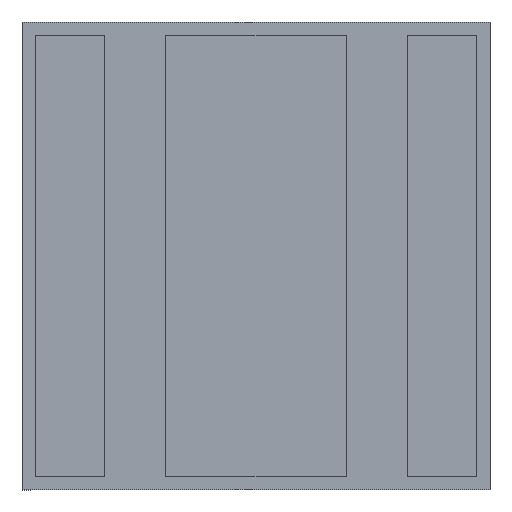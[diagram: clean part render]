
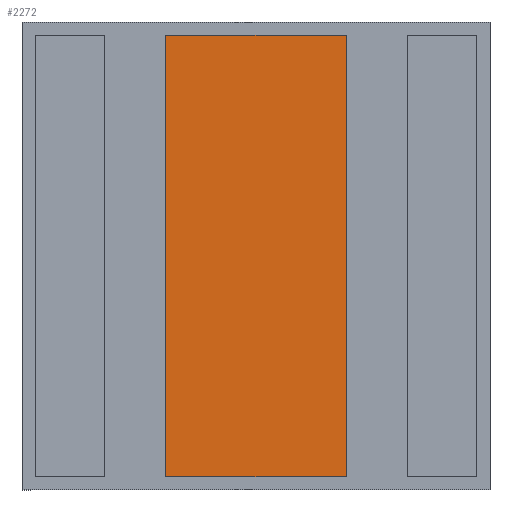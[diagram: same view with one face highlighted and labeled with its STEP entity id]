
A CAD part, front view. The second image highlights one B-rep face of the part: STEP entity #2272.
In plain terms, the highlighted planar face has unit normal (0, -1, 0).
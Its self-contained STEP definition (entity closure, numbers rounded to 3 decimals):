
#218=FACE_OUTER_BOUND('',#345,.T.);
#345=EDGE_LOOP('',(#1990,#1991,#1992,#1993));
#611=LINE('',#3836,#897);
#614=LINE('',#3842,#900);
#617=LINE('',#3848,#903);
#620=LINE('',#3852,#906);
#897=VECTOR('',#3023,10.);
#900=VECTOR('',#3028,10.);
#903=VECTOR('',#3033,10.);
#906=VECTOR('',#3038,10.);
#1112=VERTEX_POINT('',#3833);
#1113=VERTEX_POINT('',#3835);
#1115=VERTEX_POINT('',#3841);
#1117=VERTEX_POINT('',#3847);
#1404=EDGE_CURVE('',#1113,#1112,#611,.T.);
#1407=EDGE_CURVE('',#1115,#1113,#614,.T.);
#1410=EDGE_CURVE('',#1117,#1115,#617,.T.);
#1413=EDGE_CURVE('',#1112,#1117,#620,.T.);
#1990=ORIENTED_EDGE('',*,*,#1413,.T.);
#1991=ORIENTED_EDGE('',*,*,#1410,.T.);
#1992=ORIENTED_EDGE('',*,*,#1407,.T.);
#1993=ORIENTED_EDGE('',*,*,#1404,.T.);
#2148=PLANE('',#2494);
#2272=ADVANCED_FACE('',(#218),#2148,.T.);
#2494=AXIS2_PLACEMENT_3D('',#3853,#3039,#3040);
#3023=DIRECTION('',(0.,0.,1.));
#3028=DIRECTION('',(1.,0.,0.));
#3033=DIRECTION('',(0.,0.,-1.));
#3038=DIRECTION('',(-1.,0.,0.));
#3039=DIRECTION('center_axis',(0.,-1.,0.));
#3040=DIRECTION('ref_axis',(0.,0.,-1.));
#3833=CARTESIAN_POINT('',(0.675,-0.01,1.65));
#3835=CARTESIAN_POINT('',(0.675,-0.01,-1.65));
#3836=CARTESIAN_POINT('',(0.675,-0.01,1.65));
#3841=CARTESIAN_POINT('',(-0.675,-0.01,-1.65));
#3842=CARTESIAN_POINT('',(0.675,-0.01,-1.65));
#3847=CARTESIAN_POINT('',(-0.675,-0.01,1.65));
#3848=CARTESIAN_POINT('',(-0.675,-0.01,-1.65));
#3852=CARTESIAN_POINT('',(-0.675,-0.01,1.65));
#3853=CARTESIAN_POINT('Origin',(0.,-0.01,0.));
